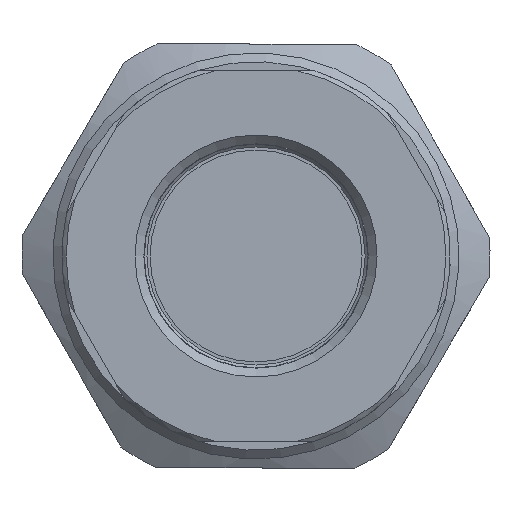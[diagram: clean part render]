
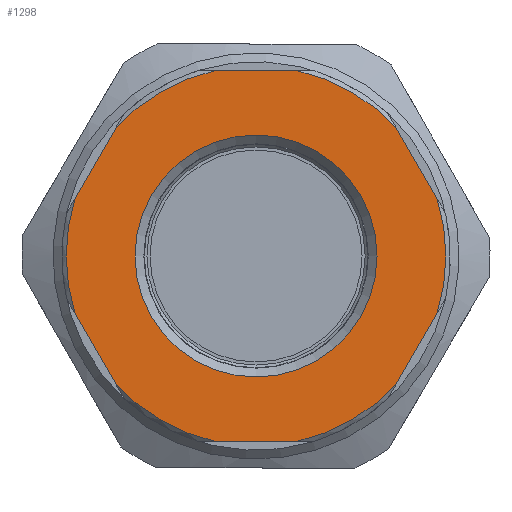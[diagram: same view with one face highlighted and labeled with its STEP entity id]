
A CAD part, left-side view. The second image highlights one B-rep face of the part: STEP entity #1298.
In plain terms, the highlighted planar face has unit normal (-1, 0, 0).
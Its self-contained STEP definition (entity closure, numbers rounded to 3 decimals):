
#162=FACE_BOUND('',#322,.T.);
#181=PLANE('',#1454);
#237=FACE_OUTER_BOUND('',#321,.T.);
#321=EDGE_LOOP('',(#1075,#1076,#1077,#1078,#1079,#1080,#1081,#1082,#1083,
#1084,#1085,#1086));
#322=EDGE_LOOP('',(#1087));
#381=LINE('',#2160,#437);
#382=LINE('',#2164,#438);
#383=LINE('',#2168,#439);
#384=LINE('',#2172,#440);
#385=LINE('',#2176,#441);
#386=LINE('',#2180,#442);
#437=VECTOR('',#1760,10.);
#438=VECTOR('',#1763,10.);
#439=VECTOR('',#1766,10.);
#440=VECTOR('',#1769,10.);
#441=VECTOR('',#1772,10.);
#442=VECTOR('',#1775,10.);
#521=CIRCLE('',#1451,6.85);
#523=CIRCLE('',#1455,10.75);
#524=CIRCLE('',#1456,10.75);
#525=CIRCLE('',#1457,10.75);
#526=CIRCLE('',#1458,10.75);
#527=CIRCLE('',#1459,10.75);
#528=CIRCLE('',#1460,10.75);
#620=VERTEX_POINT('',#2150);
#622=VERTEX_POINT('',#2158);
#623=VERTEX_POINT('',#2159);
#624=VERTEX_POINT('',#2161);
#625=VERTEX_POINT('',#2163);
#626=VERTEX_POINT('',#2165);
#627=VERTEX_POINT('',#2167);
#628=VERTEX_POINT('',#2169);
#629=VERTEX_POINT('',#2171);
#630=VERTEX_POINT('',#2173);
#631=VERTEX_POINT('',#2175);
#632=VERTEX_POINT('',#2177);
#633=VERTEX_POINT('',#2179);
#778=EDGE_CURVE('',#620,#620,#521,.T.);
#782=EDGE_CURVE('',#622,#623,#381,.T.);
#783=EDGE_CURVE('',#624,#623,#523,.T.);
#784=EDGE_CURVE('',#624,#625,#382,.T.);
#785=EDGE_CURVE('',#626,#625,#524,.T.);
#786=EDGE_CURVE('',#626,#627,#383,.T.);
#787=EDGE_CURVE('',#628,#627,#525,.T.);
#788=EDGE_CURVE('',#628,#629,#384,.T.);
#789=EDGE_CURVE('',#630,#629,#526,.T.);
#790=EDGE_CURVE('',#630,#631,#385,.T.);
#791=EDGE_CURVE('',#632,#631,#527,.T.);
#792=EDGE_CURVE('',#632,#633,#386,.T.);
#793=EDGE_CURVE('',#622,#633,#528,.T.);
#1075=ORIENTED_EDGE('',*,*,#782,.T.);
#1076=ORIENTED_EDGE('',*,*,#783,.F.);
#1077=ORIENTED_EDGE('',*,*,#784,.T.);
#1078=ORIENTED_EDGE('',*,*,#785,.F.);
#1079=ORIENTED_EDGE('',*,*,#786,.T.);
#1080=ORIENTED_EDGE('',*,*,#787,.F.);
#1081=ORIENTED_EDGE('',*,*,#788,.T.);
#1082=ORIENTED_EDGE('',*,*,#789,.F.);
#1083=ORIENTED_EDGE('',*,*,#790,.T.);
#1084=ORIENTED_EDGE('',*,*,#791,.F.);
#1085=ORIENTED_EDGE('',*,*,#792,.T.);
#1086=ORIENTED_EDGE('',*,*,#793,.F.);
#1087=ORIENTED_EDGE('',*,*,#778,.F.);
#1298=ADVANCED_FACE('',(#237,#162),#181,.T.);
#1451=AXIS2_PLACEMENT_3D('',#2151,#1750,#1751);
#1454=AXIS2_PLACEMENT_3D('',#2157,#1758,#1759);
#1455=AXIS2_PLACEMENT_3D('',#2162,#1761,#1762);
#1456=AXIS2_PLACEMENT_3D('',#2166,#1764,#1765);
#1457=AXIS2_PLACEMENT_3D('',#2170,#1767,#1768);
#1458=AXIS2_PLACEMENT_3D('',#2174,#1770,#1771);
#1459=AXIS2_PLACEMENT_3D('',#2178,#1773,#1774);
#1460=AXIS2_PLACEMENT_3D('',#2181,#1776,#1777);
#1750=DIRECTION('center_axis',(-1.,0.,0.));
#1751=DIRECTION('ref_axis',(0.,0.,-1.));
#1758=DIRECTION('center_axis',(-1.,0.,0.));
#1759=DIRECTION('ref_axis',(0.,0.,1.));
#1760=DIRECTION('',(0.,-0.5,-0.866));
#1761=DIRECTION('center_axis',(1.,0.,0.));
#1762=DIRECTION('ref_axis',(0.,-1.,0.));
#1763=DIRECTION('',(0.,-1.,0.));
#1764=DIRECTION('center_axis',(1.,0.,0.));
#1765=DIRECTION('ref_axis',(0.,-1.,0.));
#1766=DIRECTION('',(0.,-0.5,0.866));
#1767=DIRECTION('center_axis',(1.,0.,0.));
#1768=DIRECTION('ref_axis',(0.,-1.,0.));
#1769=DIRECTION('',(0.,0.5,0.866));
#1770=DIRECTION('center_axis',(1.,0.,0.));
#1771=DIRECTION('ref_axis',(0.,-1.,0.));
#1772=DIRECTION('',(0.,1.,0.));
#1773=DIRECTION('center_axis',(1.,0.,0.));
#1774=DIRECTION('ref_axis',(0.,-1.,0.));
#1775=DIRECTION('',(0.,0.5,-0.866));
#1776=DIRECTION('center_axis',(1.,0.,0.));
#1777=DIRECTION('ref_axis',(0.,-1.,0.));
#2150=CARTESIAN_POINT('',(0.,0.,6.85));
#2151=CARTESIAN_POINT('Origin',(0.,0.,0.));
#2157=CARTESIAN_POINT('Origin',(0.,0.,0.));
#2158=CARTESIAN_POINT('',(0.,10.246,-3.254));
#2159=CARTESIAN_POINT('',(0.,7.941,-7.246));
#2160=CARTESIAN_POINT('',(0.,10.609,-2.625));
#2161=CARTESIAN_POINT('',(0.,2.305,-10.5));
#2162=CARTESIAN_POINT('Origin',(0.,0.,0.));
#2163=CARTESIAN_POINT('',(0.,-2.305,-10.5));
#2164=CARTESIAN_POINT('',(0.,3.031,-10.5));
#2165=CARTESIAN_POINT('',(0.,-7.941,-7.246));
#2166=CARTESIAN_POINT('Origin',(0.,0.,0.));
#2167=CARTESIAN_POINT('',(0.,-10.246,-3.254));
#2168=CARTESIAN_POINT('',(0.,-7.578,-7.875));
#2169=CARTESIAN_POINT('',(0.,-10.246,3.254));
#2170=CARTESIAN_POINT('Origin',(0.,0.,0.));
#2171=CARTESIAN_POINT('',(0.,-7.941,7.246));
#2172=CARTESIAN_POINT('',(0.,-10.609,2.625));
#2173=CARTESIAN_POINT('',(0.,-2.305,10.5));
#2174=CARTESIAN_POINT('Origin',(0.,0.,0.));
#2175=CARTESIAN_POINT('',(0.,2.305,10.5));
#2176=CARTESIAN_POINT('',(0.,-3.031,10.5));
#2177=CARTESIAN_POINT('',(0.,7.941,7.246));
#2178=CARTESIAN_POINT('Origin',(0.,0.,0.));
#2179=CARTESIAN_POINT('',(0.,10.246,3.254));
#2180=CARTESIAN_POINT('',(0.,7.578,7.875));
#2181=CARTESIAN_POINT('Origin',(0.,0.,0.));
